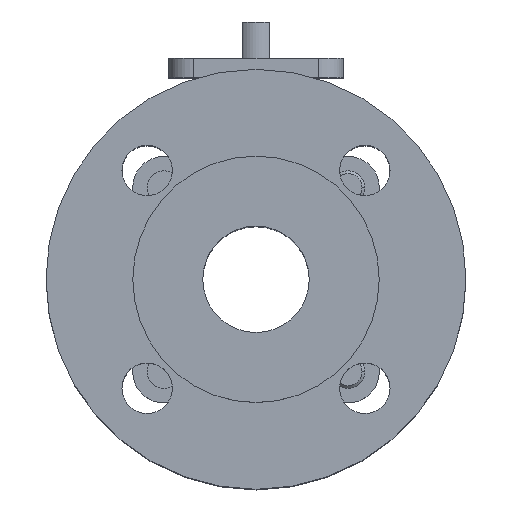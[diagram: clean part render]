
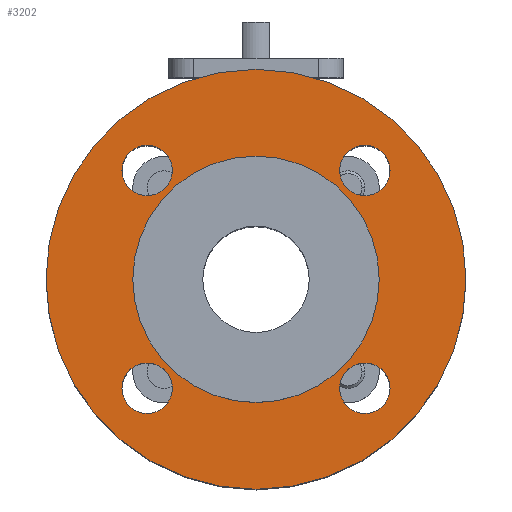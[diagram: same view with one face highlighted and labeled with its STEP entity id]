
A CAD part, top view. The second image highlights one B-rep face of the part: STEP entity #3202.
In plain terms, the highlighted planar face has unit normal (0, 0, 1).
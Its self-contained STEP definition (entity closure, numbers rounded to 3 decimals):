
#187 = CARTESIAN_POINT ( 'NONE',  ( 38.891, -38.891, 56.85 ) ) ;
#304 = CARTESIAN_POINT ( 'NONE',  ( 0., 44., 56.85 ) ) ;
#740 = EDGE_CURVE ( 'NONE', #5357, #10892, #11796, .T. ) ;
#947 = DIRECTION ( 'NONE',  ( 1., 0., 0. ) ) ;
#1254 = CIRCLE ( 'NONE', #11282, 9. ) ;
#1361 = ORIENTED_EDGE ( 'NONE', *, *, #10787, .F. ) ;
#1438 = DIRECTION ( 'NONE',  ( 1., 0., 0. ) ) ;
#1601 = CARTESIAN_POINT ( 'NONE',  ( 0., 0., 56.85 ) ) ;
#1618 = CIRCLE ( 'NONE', #4776, 44. ) ;
#1743 = ORIENTED_EDGE ( 'NONE', *, *, #2698, .F. ) ;
#1778 = DIRECTION ( 'NONE',  ( 0., 0., 1. ) ) ;
#1784 = FACE_BOUND ( 'NONE', #3863, .T. ) ;
#1811 = CARTESIAN_POINT ( 'NONE',  ( -38.891, -38.891, 56.85 ) ) ;
#2078 = VERTEX_POINT ( 'NONE', #12837 ) ;
#2164 = FACE_OUTER_BOUND ( 'NONE', #4628, .T. ) ;
#2541 = EDGE_LOOP ( 'NONE', ( #12288, #6345 ) ) ;
#2698 = EDGE_CURVE ( 'NONE', #10492, #4538, #5236, .T. ) ;
#2789 = DIRECTION ( 'NONE',  ( 1., 0., 0. ) ) ;
#2836 = DIRECTION ( 'NONE',  ( -1., 0., 0. ) ) ;
#3030 = DIRECTION ( 'NONE',  ( 1., 0., 0. ) ) ;
#3202 = ADVANCED_FACE ( 'NONE', ( #8253, #5059, #11350, #1784, #14190, #2164 ), #11061, .T. ) ;
#3223 = EDGE_CURVE ( 'NONE', #14063, #14831, #4680, .T. ) ;
#3237 = CARTESIAN_POINT ( 'NONE',  ( 0., 0., 56.85 ) ) ;
#3354 = CIRCLE ( 'NONE', #9436, 9. ) ;
#3555 = CARTESIAN_POINT ( 'NONE',  ( -44., 0., 56.85 ) ) ;
#3593 = ORIENTED_EDGE ( 'NONE', *, *, #6532, .F. ) ;
#3680 = CARTESIAN_POINT ( 'NONE',  ( -47.891, -38.891, 56.85 ) ) ;
#3784 = AXIS2_PLACEMENT_3D ( 'NONE', #4489, #4564, #4615 ) ;
#3863 = EDGE_LOOP ( 'NONE', ( #1743, #5993 ) ) ;
#4352 = ORIENTED_EDGE ( 'NONE', *, *, #14805, .F. ) ;
#4486 = DIRECTION ( 'NONE',  ( -1., 0., 0. ) ) ;
#4489 = CARTESIAN_POINT ( 'NONE',  ( -38.891, -38.891, 56.85 ) ) ;
#4538 = VERTEX_POINT ( 'NONE', #5539 ) ;
#4564 = DIRECTION ( 'NONE',  ( 0., 0., 1. ) ) ;
#4615 = DIRECTION ( 'NONE',  ( 1., 0., 0. ) ) ;
#4628 = EDGE_LOOP ( 'NONE', ( #4352, #5202 ) ) ;
#4680 = CIRCLE ( 'NONE', #7671, 75. ) ;
#4776 = AXIS2_PLACEMENT_3D ( 'NONE', #4854, #13185, #6081 ) ;
#4854 = CARTESIAN_POINT ( 'NONE',  ( 0., 0., 56.85 ) ) ;
#4867 = CARTESIAN_POINT ( 'NONE',  ( -29.891, 38.891, 56.85 ) ) ;
#5059 = FACE_BOUND ( 'NONE', #6166, .T. ) ;
#5199 = ORIENTED_EDGE ( 'NONE', *, *, #13448, .T. ) ;
#5202 = ORIENTED_EDGE ( 'NONE', *, *, #3223, .F. ) ;
#5236 = CIRCLE ( 'NONE', #9342, 9. ) ;
#5345 = CARTESIAN_POINT ( 'NONE',  ( -29.891, -38.891, 56.85 ) ) ;
#5357 = VERTEX_POINT ( 'NONE', #5345 ) ;
#5539 = CARTESIAN_POINT ( 'NONE',  ( -47.891, 38.891, 56.85 ) ) ;
#5729 = CARTESIAN_POINT ( 'NONE',  ( -75., 0., 56.85 ) ) ;
#5843 = EDGE_CURVE ( 'NONE', #13275, #5925, #1254, .T. ) ;
#5902 = CARTESIAN_POINT ( 'NONE',  ( 0., 0., 56.85 ) ) ;
#5925 = VERTEX_POINT ( 'NONE', #10247 ) ;
#5993 = ORIENTED_EDGE ( 'NONE', *, *, #7432, .F. ) ;
#6081 = DIRECTION ( 'NONE',  ( -1., 0., 0. ) ) ;
#6166 = EDGE_LOOP ( 'NONE', ( #7589, #1361 ) ) ;
#6345 = ORIENTED_EDGE ( 'NONE', *, *, #5843, .F. ) ;
#6532 = EDGE_CURVE ( 'NONE', #10892, #5357, #3354, .T. ) ;
#6619 = EDGE_CURVE ( 'NONE', #12995, #7385, #12136, .T. ) ;
#6682 = DIRECTION ( 'NONE',  ( 0., 0., 1. ) ) ;
#6872 = AXIS2_PLACEMENT_3D ( 'NONE', #304, #9982, #2789 ) ;
#7089 = DIRECTION ( 'NONE',  ( -1., 0., 0. ) ) ;
#7170 = DIRECTION ( 'NONE',  ( 0., 0., 1. ) ) ;
#7236 = CARTESIAN_POINT ( 'NONE',  ( 38.891, -38.891, 56.85 ) ) ;
#7385 = VERTEX_POINT ( 'NONE', #12846 ) ;
#7432 = EDGE_CURVE ( 'NONE', #4538, #10492, #11967, .T. ) ;
#7589 = ORIENTED_EDGE ( 'NONE', *, *, #13944, .F. ) ;
#7671 = AXIS2_PLACEMENT_3D ( 'NONE', #1601, #10031, #2836 ) ;
#8060 = CARTESIAN_POINT ( 'NONE',  ( 29.891, 38.891, 56.85 ) ) ;
#8205 = CIRCLE ( 'NONE', #10828, 9. ) ;
#8245 = DIRECTION ( 'NONE',  ( 0., 0., 1. ) ) ;
#8253 = FACE_BOUND ( 'NONE', #12077, .T. ) ;
#8360 = AXIS2_PLACEMENT_3D ( 'NONE', #187, #8696, #1438 ) ;
#8439 = DIRECTION ( 'NONE',  ( 1., 0., 0. ) ) ;
#8696 = DIRECTION ( 'NONE',  ( 0., 0., 1. ) ) ;
#9015 = CARTESIAN_POINT ( 'NONE',  ( 38.891, 38.891, 56.85 ) ) ;
#9088 = CARTESIAN_POINT ( 'NONE',  ( 47.891, -38.891, 56.85 ) ) ;
#9137 = AXIS2_PLACEMENT_3D ( 'NONE', #15383, #8245, #947 ) ;
#9342 = AXIS2_PLACEMENT_3D ( 'NONE', #13785, #6682, #15016 ) ;
#9436 = AXIS2_PLACEMENT_3D ( 'NONE', #1811, #10225, #3030 ) ;
#9546 = AXIS2_PLACEMENT_3D ( 'NONE', #7236, #15574, #8439 ) ;
#9832 = EDGE_LOOP ( 'NONE', ( #12012, #5199 ) ) ;
#9982 = DIRECTION ( 'NONE',  ( 0., 0., 1. ) ) ;
#10031 = DIRECTION ( 'NONE',  ( 0., 0., -1. ) ) ;
#10168 = VERTEX_POINT ( 'NONE', #9088 ) ;
#10193 = DIRECTION ( 'NONE',  ( 1., 0., 0. ) ) ;
#10225 = DIRECTION ( 'NONE',  ( 0., 0., 1. ) ) ;
#10247 = CARTESIAN_POINT ( 'NONE',  ( 47.891, 38.891, 56.85 ) ) ;
#10492 = VERTEX_POINT ( 'NONE', #4867 ) ;
#10612 = CIRCLE ( 'NONE', #13025, 75. ) ;
#10787 = EDGE_CURVE ( 'NONE', #2078, #10168, #10953, .T. ) ;
#10828 = AXIS2_PLACEMENT_3D ( 'NONE', #14286, #7170, #15500 ) ;
#10892 = VERTEX_POINT ( 'NONE', #3680 ) ;
#10953 = CIRCLE ( 'NONE', #9546, 9. ) ;
#10996 = AXIS2_PLACEMENT_3D ( 'NONE', #5902, #14209, #7089 ) ;
#11061 = PLANE ( 'NONE',  #6872 ) ;
#11282 = AXIS2_PLACEMENT_3D ( 'NONE', #9015, #1778, #10193 ) ;
#11350 = FACE_BOUND ( 'NONE', #2541, .T. ) ;
#11521 = EDGE_CURVE ( 'NONE', #5925, #13275, #8205, .T. ) ;
#11556 = CIRCLE ( 'NONE', #8360, 9. ) ;
#11600 = DIRECTION ( 'NONE',  ( 0., 0., -1. ) ) ;
#11796 = CIRCLE ( 'NONE', #3784, 9. ) ;
#11967 = CIRCLE ( 'NONE', #9137, 9. ) ;
#12012 = ORIENTED_EDGE ( 'NONE', *, *, #6619, .T. ) ;
#12077 = EDGE_LOOP ( 'NONE', ( #12176, #3593 ) ) ;
#12136 = CIRCLE ( 'NONE', #10996, 44. ) ;
#12176 = ORIENTED_EDGE ( 'NONE', *, *, #740, .F. ) ;
#12288 = ORIENTED_EDGE ( 'NONE', *, *, #11521, .F. ) ;
#12470 = CARTESIAN_POINT ( 'NONE',  ( 75., 0., 56.85 ) ) ;
#12837 = CARTESIAN_POINT ( 'NONE',  ( 29.891, -38.891, 56.85 ) ) ;
#12846 = CARTESIAN_POINT ( 'NONE',  ( 44., 0., 56.85 ) ) ;
#12995 = VERTEX_POINT ( 'NONE', #3555 ) ;
#13025 = AXIS2_PLACEMENT_3D ( 'NONE', #3237, #11600, #4486 ) ;
#13185 = DIRECTION ( 'NONE',  ( 0., 0., -1. ) ) ;
#13275 = VERTEX_POINT ( 'NONE', #8060 ) ;
#13448 = EDGE_CURVE ( 'NONE', #7385, #12995, #1618, .T. ) ;
#13785 = CARTESIAN_POINT ( 'NONE',  ( -38.891, 38.891, 56.85 ) ) ;
#13944 = EDGE_CURVE ( 'NONE', #10168, #2078, #11556, .T. ) ;
#14063 = VERTEX_POINT ( 'NONE', #12470 ) ;
#14190 = FACE_BOUND ( 'NONE', #9832, .T. ) ;
#14209 = DIRECTION ( 'NONE',  ( 0., 0., -1. ) ) ;
#14286 = CARTESIAN_POINT ( 'NONE',  ( 38.891, 38.891, 56.85 ) ) ;
#14805 = EDGE_CURVE ( 'NONE', #14831, #14063, #10612, .T. ) ;
#14831 = VERTEX_POINT ( 'NONE', #5729 ) ;
#15016 = DIRECTION ( 'NONE',  ( 1., 0., 0. ) ) ;
#15383 = CARTESIAN_POINT ( 'NONE',  ( -38.891, 38.891, 56.85 ) ) ;
#15500 = DIRECTION ( 'NONE',  ( 1., 0., 0. ) ) ;
#15574 = DIRECTION ( 'NONE',  ( 0., 0., 1. ) ) ;
